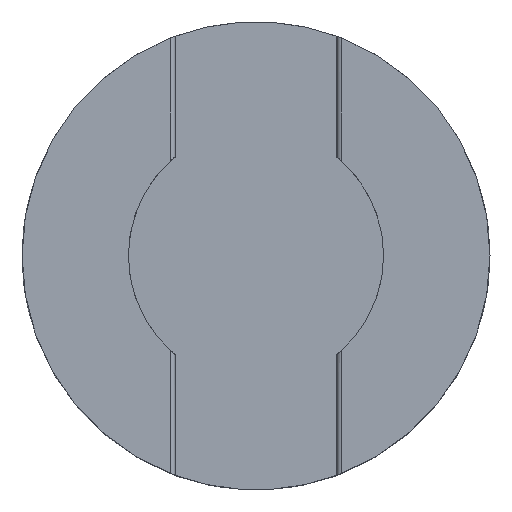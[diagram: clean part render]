
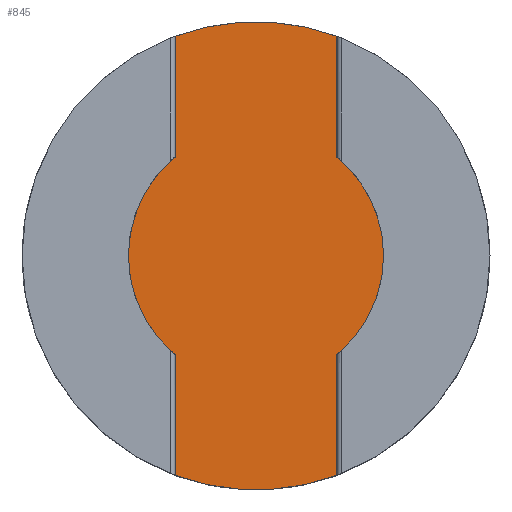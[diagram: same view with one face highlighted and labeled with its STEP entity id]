
A CAD part, top view. The second image highlights one B-rep face of the part: STEP entity #845.
In plain terms, the highlighted planar face has unit normal (0, 0, 1).
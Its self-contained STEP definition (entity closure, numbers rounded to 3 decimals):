
#1 = VERTEX_POINT ( 'NONE', #391 ) ;
#4 = EDGE_CURVE ( 'NONE', #900, #1, #978, .T. ) ;
#7 = CIRCLE ( 'NONE', #742, 5.4 ) ;
#36 = ORIENTED_EDGE ( 'NONE', *, *, #925, .T. ) ;
#70 = ORIENTED_EDGE ( 'NONE', *, *, #4, .T. ) ;
#91 = LINE ( 'NONE', #774, #772 ) ;
#98 = DIRECTION ( 'NONE',  ( 0., 0., -1. ) ) ;
#119 = ORIENTED_EDGE ( 'NONE', *, *, #255, .F. ) ;
#134 = ORIENTED_EDGE ( 'NONE', *, *, #951, .T. ) ;
#139 = DIRECTION ( 'NONE',  ( 1., 0., 0. ) ) ;
#148 = CIRCLE ( 'NONE', #631, 5.4 ) ;
#186 = ORIENTED_EDGE ( 'NONE', *, *, #871, .T. ) ;
#192 = AXIS2_PLACEMENT_3D ( 'NONE', #1005, #841, #139 ) ;
#244 = CIRCLE ( 'NONE', #192, 9.9 ) ;
#255 = EDGE_CURVE ( 'NONE', #411, #636, #7, .T. ) ;
#266 = DIRECTION ( 'NONE',  ( 1., 0., 0. ) ) ;
#274 = CIRCLE ( 'NONE', #881, 9.9 ) ;
#282 = DIRECTION ( 'NONE',  ( 1., 0., 0. ) ) ;
#304 = LINE ( 'NONE', #571, #1038 ) ;
#323 = ORIENTED_EDGE ( 'NONE', *, *, #1042, .F. ) ;
#344 = CARTESIAN_POINT ( 'NONE',  ( -3.425, -9.289, 0.95 ) ) ;
#358 = EDGE_CURVE ( 'NONE', #840, #654, #148, .T. ) ;
#367 = CARTESIAN_POINT ( 'NONE',  ( 5.4, 0., 0.95 ) ) ;
#369 = DIRECTION ( 'NONE',  ( 1., 0., 0. ) ) ;
#379 = AXIS2_PLACEMENT_3D ( 'NONE', #611, #941, #266 ) ;
#391 = CARTESIAN_POINT ( 'NONE',  ( 3.425, 9.289, 0.95 ) ) ;
#404 = VECTOR ( 'NONE', #661, 1000. ) ;
#411 = VERTEX_POINT ( 'NONE', #414 ) ;
#414 = CARTESIAN_POINT ( 'NONE',  ( -3.425, -4.175, 0.95 ) ) ;
#454 = EDGE_LOOP ( 'NONE', ( #744, #478, #323, #70, #134, #36, #119, #770, #186 ) ) ;
#477 = CIRCLE ( 'NONE', #379, 5.4 ) ;
#478 = ORIENTED_EDGE ( 'NONE', *, *, #358, .F. ) ;
#480 = CARTESIAN_POINT ( 'NONE',  ( -3.425, 9.289, 0.95 ) ) ;
#489 = VERTEX_POINT ( 'NONE', #344 ) ;
#497 = VERTEX_POINT ( 'NONE', #1099 ) ;
#511 = DIRECTION ( 'NONE',  ( 0., 1., 0. ) ) ;
#571 = CARTESIAN_POINT ( 'NONE',  ( -3.425, 9.289, 0.95 ) ) ;
#591 = CARTESIAN_POINT ( 'NONE',  ( 0., 0., 0.95 ) ) ;
#606 = AXIS2_PLACEMENT_3D ( 'NONE', #888, #1044, #282 ) ;
#611 = CARTESIAN_POINT ( 'NONE',  ( 0., 0., 0.95 ) ) ;
#631 = AXIS2_PLACEMENT_3D ( 'NONE', #823, #741, #664 ) ;
#636 = VERTEX_POINT ( 'NONE', #947 ) ;
#653 = DIRECTION ( 'NONE',  ( 0., -1., 0. ) ) ;
#654 = VERTEX_POINT ( 'NONE', #1041 ) ;
#661 = DIRECTION ( 'NONE',  ( 0., -1., 0. ) ) ;
#664 = DIRECTION ( 'NONE',  ( 1., 0., 0. ) ) ;
#710 = FACE_OUTER_BOUND ( 'NONE', #454, .T. ) ;
#741 = DIRECTION ( 'NONE',  ( 0., 0., -1. ) ) ;
#742 = AXIS2_PLACEMENT_3D ( 'NONE', #867, #98, #369 ) ;
#744 = ORIENTED_EDGE ( 'NONE', *, *, #1086, .T. ) ;
#756 = DIRECTION ( 'NONE',  ( 1., 0., 0. ) ) ;
#770 = ORIENTED_EDGE ( 'NONE', *, *, #868, .T. ) ;
#772 = VECTOR ( 'NONE', #511, 1000. ) ;
#774 = CARTESIAN_POINT ( 'NONE',  ( 3.425, 9.289, 0.95 ) ) ;
#822 = DIRECTION ( 'NONE',  ( 0., 1., 0. ) ) ;
#823 = CARTESIAN_POINT ( 'NONE',  ( 0., 0., 0.95 ) ) ;
#840 = VERTEX_POINT ( 'NONE', #367 ) ;
#841 = DIRECTION ( 'NONE',  ( 0., 0., 1. ) ) ;
#845 = ADVANCED_FACE ( 'NONE', ( #710 ), #885, .T. ) ;
#867 = CARTESIAN_POINT ( 'NONE',  ( 0., 0., 0.95 ) ) ;
#868 = EDGE_CURVE ( 'NONE', #411, #489, #924, .T. ) ;
#871 = EDGE_CURVE ( 'NONE', #489, #921, #274, .T. ) ;
#881 = AXIS2_PLACEMENT_3D ( 'NONE', #591, #982, #756 ) ;
#885 = PLANE ( 'NONE',  #606 ) ;
#888 = CARTESIAN_POINT ( 'NONE',  ( 0., 0., 0.95 ) ) ;
#900 = VERTEX_POINT ( 'NONE', #902 ) ;
#902 = CARTESIAN_POINT ( 'NONE',  ( 3.425, 4.175, 0.95 ) ) ;
#921 = VERTEX_POINT ( 'NONE', #1071 ) ;
#924 = LINE ( 'NONE', #480, #404 ) ;
#925 = EDGE_CURVE ( 'NONE', #497, #636, #304, .T. ) ;
#941 = DIRECTION ( 'NONE',  ( 0., 0., -1. ) ) ;
#947 = CARTESIAN_POINT ( 'NONE',  ( -3.425, 4.175, 0.95 ) ) ;
#949 = VECTOR ( 'NONE', #822, 1000. ) ;
#951 = EDGE_CURVE ( 'NONE', #1, #497, #244, .T. ) ;
#978 = LINE ( 'NONE', #1083, #949 ) ;
#982 = DIRECTION ( 'NONE',  ( 0., 0., 1. ) ) ;
#1005 = CARTESIAN_POINT ( 'NONE',  ( 0., 0., 0.95 ) ) ;
#1038 = VECTOR ( 'NONE', #653, 1000. ) ;
#1041 = CARTESIAN_POINT ( 'NONE',  ( 3.425, -4.175, 0.95 ) ) ;
#1042 = EDGE_CURVE ( 'NONE', #900, #840, #477, .T. ) ;
#1044 = DIRECTION ( 'NONE',  ( 0., 0., 1. ) ) ;
#1071 = CARTESIAN_POINT ( 'NONE',  ( 3.425, -9.289, 0.95 ) ) ;
#1083 = CARTESIAN_POINT ( 'NONE',  ( 3.425, 9.289, 0.95 ) ) ;
#1086 = EDGE_CURVE ( 'NONE', #921, #654, #91, .T. ) ;
#1099 = CARTESIAN_POINT ( 'NONE',  ( -3.425, 9.289, 0.95 ) ) ;
